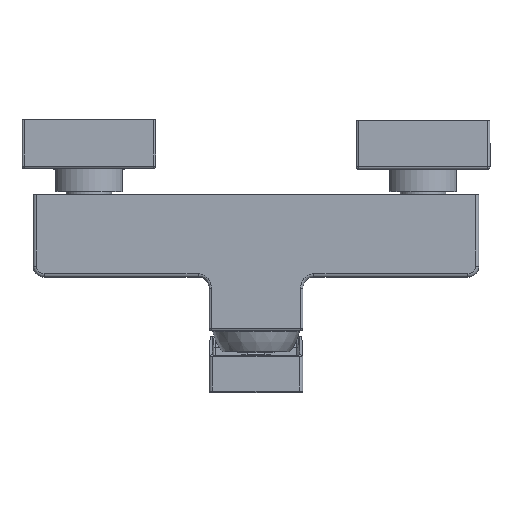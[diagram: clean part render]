
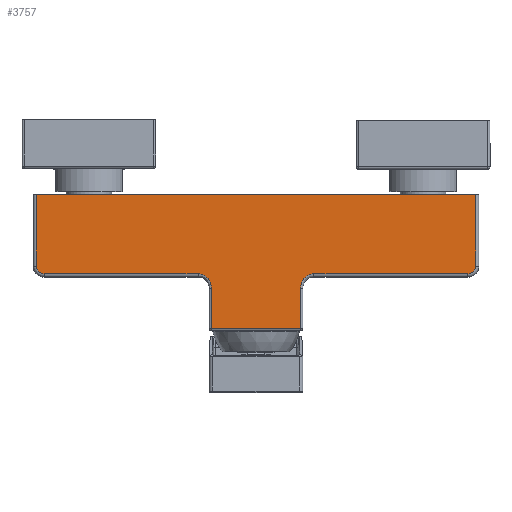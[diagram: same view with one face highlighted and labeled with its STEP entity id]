
A CAD part, top view. The second image highlights one B-rep face of the part: STEP entity #3757.
In plain terms, the highlighted planar face has unit normal (0, 0, 1).
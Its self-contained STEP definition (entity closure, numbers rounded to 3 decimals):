
#116=B_SPLINE_CURVE_WITH_KNOTS('',3,(#11570,#11571,#11572,#11573,#11574,
#11575,#11576,#11577,#11578,#11579),.UNSPECIFIED.,.F.,.F.,(4,1,1,1,1,1,
1,4),(0.,0.143,0.286,0.429,0.571,
0.714,0.857,1.),.UNSPECIFIED.);
#117=B_SPLINE_CURVE_WITH_KNOTS('',3,(#11590,#11591,#11592,#11593,#11594,
#11595,#11596,#11597,#11598,#11599),.UNSPECIFIED.,.F.,.F.,(4,1,1,1,1,1,
1,4),(0.,0.143,0.286,0.429,0.571,
0.714,0.857,1.),.UNSPECIFIED.);
#501=LINE('',#10073,#780);
#520=LINE('',#11561,#799);
#521=LINE('',#11566,#800);
#522=LINE('',#11568,#801);
#523=LINE('',#11581,#802);
#524=LINE('',#11584,#803);
#525=LINE('',#11588,#804);
#526=LINE('',#11600,#805);
#780=VECTOR('',#5221,197.);
#799=VECTOR('',#5280,32.);
#800=VECTOR('',#5285,40.);
#801=VECTOR('',#5286,18.);
#802=VECTOR('',#5287,69.);
#803=VECTOR('',#5290,32.);
#804=VECTOR('',#5293,69.);
#805=VECTOR('',#5294,18.);
#1047=FACE_OUTER_BOUND('',#1293,.T.);
#1293=EDGE_LOOP('',(#3287,#3288,#3289,#3290,#3291,#3292,#3293,#3294,#3295,
#3296,#3297,#3298));
#1501=CIRCLE('',#4254,3.5);
#1502=CIRCLE('',#4255,3.5);
#1807=VERTEX_POINT('',#10071);
#1808=VERTEX_POINT('',#10072);
#1833=VERTEX_POINT('',#11560);
#1834=VERTEX_POINT('',#11564);
#1835=VERTEX_POINT('',#11565);
#1836=VERTEX_POINT('',#11567);
#1837=VERTEX_POINT('',#11569);
#1838=VERTEX_POINT('',#11580);
#1839=VERTEX_POINT('',#11582);
#1840=VERTEX_POINT('',#11585);
#1841=VERTEX_POINT('',#11587);
#1842=VERTEX_POINT('',#11589);
#2292=EDGE_CURVE('',#1807,#1808,#501,.T.);
#2325=EDGE_CURVE('',#1807,#1833,#520,.T.);
#2327=EDGE_CURVE('',#1834,#1835,#521,.T.);
#2328=EDGE_CURVE('',#1835,#1836,#522,.T.);
#2329=EDGE_CURVE('',#1836,#1837,#116,.T.);
#2330=EDGE_CURVE('',#1837,#1838,#523,.T.);
#2331=EDGE_CURVE('',#1839,#1838,#1501,.T.);
#2332=EDGE_CURVE('',#1808,#1839,#524,.T.);
#2333=EDGE_CURVE('',#1833,#1840,#1502,.T.);
#2334=EDGE_CURVE('',#1841,#1840,#525,.T.);
#2335=EDGE_CURVE('',#1842,#1841,#117,.T.);
#2336=EDGE_CURVE('',#1834,#1842,#526,.T.);
#3287=ORIENTED_EDGE('',*,*,#2327,.T.);
#3288=ORIENTED_EDGE('',*,*,#2328,.T.);
#3289=ORIENTED_EDGE('',*,*,#2329,.T.);
#3290=ORIENTED_EDGE('',*,*,#2330,.T.);
#3291=ORIENTED_EDGE('',*,*,#2331,.F.);
#3292=ORIENTED_EDGE('',*,*,#2332,.F.);
#3293=ORIENTED_EDGE('',*,*,#2292,.F.);
#3294=ORIENTED_EDGE('',*,*,#2325,.T.);
#3295=ORIENTED_EDGE('',*,*,#2333,.T.);
#3296=ORIENTED_EDGE('',*,*,#2334,.F.);
#3297=ORIENTED_EDGE('',*,*,#2335,.F.);
#3298=ORIENTED_EDGE('',*,*,#2336,.F.);
#3563=PLANE('',#4253);
#3757=ADVANCED_FACE('',(#1047),#3563,.T.);
#4253=AXIS2_PLACEMENT_3D('',#11563,#5283,#5284);
#4254=AXIS2_PLACEMENT_3D('',#11583,#5288,#5289);
#4255=AXIS2_PLACEMENT_3D('',#11586,#5291,#5292);
#5221=DIRECTION('',(1.,0.,0.));
#5280=DIRECTION('',(0.,-1.,0.));
#5283=DIRECTION('center_axis',(0.,0.,
1.));
#5284=DIRECTION('ref_axis',(0.,1.,0.));
#5285=DIRECTION('',(1.,0.,0.));
#5286=DIRECTION('',(0.,1.,0.));
#5287=DIRECTION('',(1.,0.,0.));
#5288=DIRECTION('center_axis',(0.,0.,
-1.));
#5289=DIRECTION('ref_axis',(1.,0.,0.));
#5290=DIRECTION('',(0.,-1.,0.));
#5291=DIRECTION('center_axis',(0.,0.,
1.));
#5292=DIRECTION('ref_axis',(-1.,0.,0.));
#5293=DIRECTION('',(-1.,0.,0.));
#5294=DIRECTION('',(0.,1.,0.));
#10071=CARTESIAN_POINT('',(-98.642,-31.588,21.365));
#10072=CARTESIAN_POINT('',(98.358,-31.588,21.365));
#10073=CARTESIAN_POINT('',(-98.642,-31.588,21.365));
#11560=CARTESIAN_POINT('',(-98.642,-63.588,21.365));
#11561=CARTESIAN_POINT('',(-98.642,-31.588,21.365));
#11563=CARTESIAN_POINT('Origin',(99.858,-68.588,21.365));
#11564=CARTESIAN_POINT('',(-20.142,-91.588,21.365));
#11565=CARTESIAN_POINT('',(19.858,-91.588,21.365));
#11566=CARTESIAN_POINT('',(-20.142,-91.588,21.365));
#11567=CARTESIAN_POINT('',(19.858,-73.588,21.365));
#11568=CARTESIAN_POINT('',(19.858,-91.588,21.365));
#11569=CARTESIAN_POINT('',(25.858,-67.088,21.365));
#11570=CARTESIAN_POINT('Ctrl Pts',(19.858,-73.588,21.365));
#11571=CARTESIAN_POINT('Ctrl Pts',(19.858,-73.039,21.365));
#11572=CARTESIAN_POINT('Ctrl Pts',(19.973,-71.998,21.365));
#11573=CARTESIAN_POINT('Ctrl Pts',(20.445,-70.616,21.365));
#11574=CARTESIAN_POINT('Ctrl Pts',(21.192,-69.395,21.365));
#11575=CARTESIAN_POINT('Ctrl Pts',(22.177,-68.387,21.365));
#11576=CARTESIAN_POINT('Ctrl Pts',(23.342,-67.637,21.365));
#11577=CARTESIAN_POINT('Ctrl Pts',(24.615,-67.183,21.365));
#11578=CARTESIAN_POINT('Ctrl Pts',(25.442,-67.088,21.365));
#11579=CARTESIAN_POINT('Ctrl Pts',(25.858,-67.088,21.365));
#11580=CARTESIAN_POINT('',(94.858,-67.088,21.365));
#11581=CARTESIAN_POINT('',(25.858,-67.088,21.365));
#11582=CARTESIAN_POINT('',(98.358,-63.588,21.365));
#11583=CARTESIAN_POINT('Origin',(94.858,-63.588,21.365));
#11584=CARTESIAN_POINT('',(98.358,-31.588,21.365));
#11585=CARTESIAN_POINT('',(-95.142,-67.088,21.365));
#11586=CARTESIAN_POINT('Origin',(-95.142,-63.588,21.365));
#11587=CARTESIAN_POINT('',(-26.142,-67.088,21.365));
#11588=CARTESIAN_POINT('',(-26.142,-67.088,21.365));
#11589=CARTESIAN_POINT('',(-20.142,-73.588,21.365));
#11590=CARTESIAN_POINT('Ctrl Pts',(-20.142,-73.588,
21.365));
#11591=CARTESIAN_POINT('Ctrl Pts',(-20.142,-73.039,
21.365));
#11592=CARTESIAN_POINT('Ctrl Pts',(-20.258,-71.998,21.365));
#11593=CARTESIAN_POINT('Ctrl Pts',(-20.729,-70.616,
21.365));
#11594=CARTESIAN_POINT('Ctrl Pts',(-21.477,-69.395,
21.365));
#11595=CARTESIAN_POINT('Ctrl Pts',(-22.462,-68.387,
21.365));
#11596=CARTESIAN_POINT('Ctrl Pts',(-23.627,-67.637,
21.365));
#11597=CARTESIAN_POINT('Ctrl Pts',(-24.9,-67.183,
21.365));
#11598=CARTESIAN_POINT('Ctrl Pts',(-25.727,-67.088,
21.365));
#11599=CARTESIAN_POINT('Ctrl Pts',(-26.142,-67.088,
21.365));
#11600=CARTESIAN_POINT('',(-20.142,-91.588,21.365));
